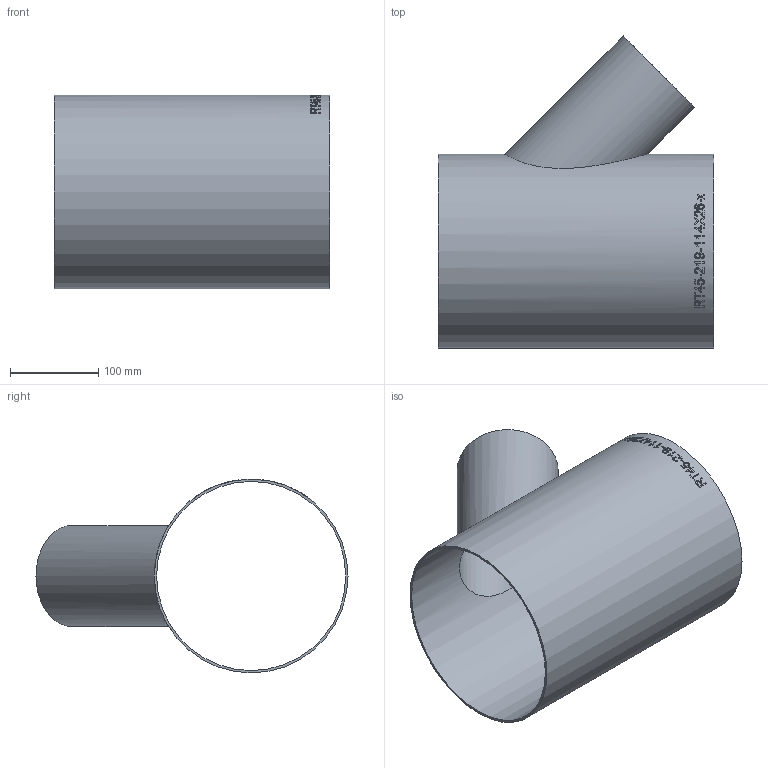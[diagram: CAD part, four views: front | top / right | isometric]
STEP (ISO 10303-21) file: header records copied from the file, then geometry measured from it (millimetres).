
FILE_DESCRIPTION (( 'STEP AP214' ), '1' );
FILE_NAME ('RT45-219-114X26-x T-Stück 45°reduziert Ø219,1 L312 1911.STEP', '2019-11-20T09:43:38', ( '' ), ( '' ), 'SwSTEP 2.0', 'SolidWorks 2016', '' );
FILE_SCHEMA (( 'AUTOMOTIVE_DESIGN' ));
Length unit declared in the file: millimetre
Products named in the file (1): RT45-219-114X26-x T-Stück 45°reduziert Ø219,1 L312  1911
Bounding box: 312 x 352.96 x 219.1 mm (x, y, z)
Volume: 647587.5 mm3; surface area: 501734.3 mm2
Topology: 1 solids, 1 shells, 220 faces, 589 edges, 393 vertices
Faces by surface type: bspline 106, plane 88, cylinder 26
Full cylindrical faces by diameter (mm): 109.1 x1, 114.3 x1, 213.9 x1, 219.1 x1
Entity records: 28066 total; most frequent: CARTESIAN_POINT 21163, ORIENTED_EDGE 1162, EDGE_CURVE 581, DIRECTION 569, VERTEX_POINT 390, B_SPLINE_CURVE_WITH_KNOTS 344, EDGE_LOOP 251, FACE_OUTER_BOUND 224
